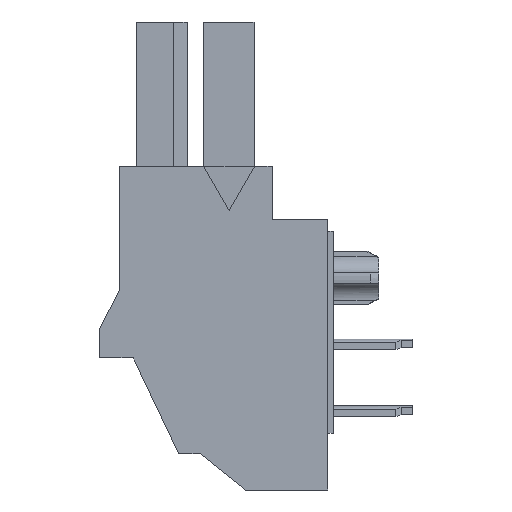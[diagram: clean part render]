
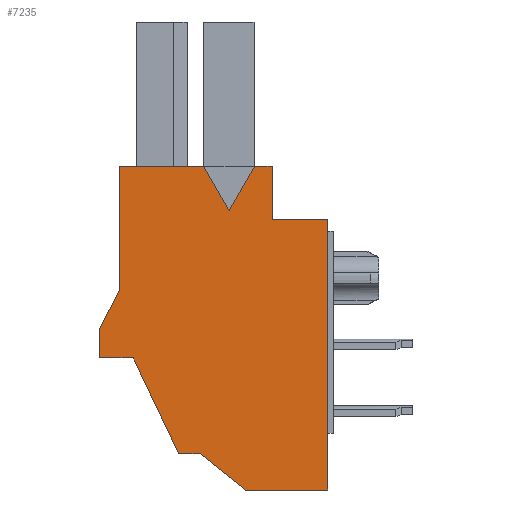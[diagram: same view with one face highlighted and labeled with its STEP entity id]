
A CAD part, left-side view. The second image highlights one B-rep face of the part: STEP entity #7235.
In plain terms, the highlighted planar face has unit normal (-1, 0, 0).
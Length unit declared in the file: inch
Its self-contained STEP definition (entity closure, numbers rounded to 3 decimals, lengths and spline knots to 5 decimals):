
#1=DIRECTION('',(0.,-0.5,-0.866));
#2=VECTOR('',#1,0.09);
#3=CARTESIAN_POINT('',(-0.309,0.018,0.));
#4=LINE('',#3,#2);
#5=DIRECTION('',(0.,-0.5,0.866));
#6=VECTOR('',#5,0.09);
#7=CARTESIAN_POINT('',(-0.309,-0.027,-0.07794));
#8=LINE('',#7,#6);
#9=DIRECTION('',(0.,-1.,0.));
#10=VECTOR('',#9,0.031);
#11=CARTESIAN_POINT('',(-0.309,-0.072,0.));
#12=LINE('',#11,#10);
#13=DIRECTION('',(0.,0.,-1.));
#14=VECTOR('',#13,0.094);
#15=CARTESIAN_POINT('',(-0.309,-0.103,0.));
#16=LINE('',#15,#14);
#17=DIRECTION('',(0.,-1.,0.));
#18=VECTOR('',#17,0.098);
#19=CARTESIAN_POINT('',(-0.309,-0.103,-0.094));
#20=LINE('',#19,#18);
#21=DIRECTION('',(0.,0.,-1.));
#22=VECTOR('',#21,0.477);
#23=CARTESIAN_POINT('',(-0.309,-0.201,-0.094));
#24=LINE('',#23,#22);
#25=DIRECTION('',(0.,1.,0.));
#26=VECTOR('',#25,0.145);
#27=CARTESIAN_POINT('',(-0.309,-0.201,-0.571));
#28=LINE('',#27,#26);
#29=DIRECTION('',(0.,0.781,0.625));
#30=VECTOR('',#29,0.10245);
#31=CARTESIAN_POINT('',(-0.309,-0.056,-0.571));
#32=LINE('',#31,#30);
#33=DIRECTION('',(0.,1.,0.));
#34=VECTOR('',#33,0.038);
#35=CARTESIAN_POINT('',(-0.309,0.024,-0.507));
#36=LINE('',#35,#34);
#37=DIRECTION('',(0.,0.428,0.904));
#38=VECTOR('',#37,0.18698);
#39=CARTESIAN_POINT('',(-0.309,0.062,-0.507));
#40=LINE('',#39,#38);
#41=DIRECTION('',(0.,1.,0.));
#42=VECTOR('',#41,0.06);
#43=CARTESIAN_POINT('',(-0.309,0.142,-0.338));
#44=LINE('',#43,#42);
#45=DIRECTION('',(0.,0.,1.));
#46=VECTOR('',#45,0.05);
#47=CARTESIAN_POINT('',(-0.309,0.202,-0.338));
#48=LINE('',#47,#46);
#49=DIRECTION('',(0.,-0.452,0.892));
#50=VECTOR('',#49,0.07737);
#51=CARTESIAN_POINT('',(-0.309,0.202,-0.288));
#52=LINE('',#51,#50);
#53=DIRECTION('',(0.,0.,1.));
#54=VECTOR('',#53,0.219);
#55=CARTESIAN_POINT('',(-0.309,0.167,-0.219));
#56=LINE('',#55,#54);
#57=DIRECTION('',(0.,-1.,0.));
#58=VECTOR('',#57,0.149);
#59=CARTESIAN_POINT('',(-0.309,0.167,0.));
#60=LINE('',#59,#58);
#5572=CARTESIAN_POINT('',(-0.309,-0.103,0.));
#5573=CARTESIAN_POINT('',(-0.309,-0.103,-0.094));
#5574=VERTEX_POINT('',#5572);
#5575=VERTEX_POINT('',#5573);
#5576=CARTESIAN_POINT('',(-0.309,-0.201,-0.094));
#5577=VERTEX_POINT('',#5576);
#5578=CARTESIAN_POINT('',(-0.309,-0.201,-0.571));
#5579=VERTEX_POINT('',#5578);
#5580=CARTESIAN_POINT('',(-0.309,-0.056,-0.571));
#5581=VERTEX_POINT('',#5580);
#5582=CARTESIAN_POINT('',(-0.309,0.024,-0.507));
#5583=VERTEX_POINT('',#5582);
#5584=CARTESIAN_POINT('',(-0.309,0.062,-0.507));
#5585=VERTEX_POINT('',#5584);
#5586=CARTESIAN_POINT('',(-0.309,0.142,-0.338));
#5587=VERTEX_POINT('',#5586);
#5588=CARTESIAN_POINT('',(-0.309,0.202,-0.338));
#5589=VERTEX_POINT('',#5588);
#5590=CARTESIAN_POINT('',(-0.309,0.202,-0.288));
#5591=VERTEX_POINT('',#5590);
#5592=CARTESIAN_POINT('',(-0.309,0.167,-0.219));
#5593=VERTEX_POINT('',#5592);
#5594=CARTESIAN_POINT('',(-0.309,0.167,0.));
#5595=VERTEX_POINT('',#5594);
#6046=CARTESIAN_POINT('',(-0.309,0.018,0.));
#6047=CARTESIAN_POINT('',(-0.309,-0.027,-0.07794));
#6048=VERTEX_POINT('',#6046);
#6049=VERTEX_POINT('',#6047);
#6050=CARTESIAN_POINT('',(-0.309,-0.072,0.));
#6051=VERTEX_POINT('',#6050);
#7198=CARTESIAN_POINT('',(-0.309,0.,0.));
#7199=DIRECTION('',(1.,0.,0.));
#7200=DIRECTION('',(0.,0.,-1.));
#7201=AXIS2_PLACEMENT_3D('',#7198,#7199,#7200);
#7202=PLANE('',#7201);
#7204=ORIENTED_EDGE('',*,*,#7203,.T.);
#7206=ORIENTED_EDGE('',*,*,#7205,.T.);
#7208=ORIENTED_EDGE('',*,*,#7207,.T.);
#7210=ORIENTED_EDGE('',*,*,#7209,.T.);
#7212=ORIENTED_EDGE('',*,*,#7211,.T.);
#7214=ORIENTED_EDGE('',*,*,#7213,.T.);
#7216=ORIENTED_EDGE('',*,*,#7215,.T.);
#7218=ORIENTED_EDGE('',*,*,#7217,.T.);
#7220=ORIENTED_EDGE('',*,*,#7219,.T.);
#7222=ORIENTED_EDGE('',*,*,#7221,.T.);
#7224=ORIENTED_EDGE('',*,*,#7223,.T.);
#7226=ORIENTED_EDGE('',*,*,#7225,.T.);
#7228=ORIENTED_EDGE('',*,*,#7227,.T.);
#7230=ORIENTED_EDGE('',*,*,#7229,.T.);
#7232=ORIENTED_EDGE('',*,*,#7231,.T.);
#7233=EDGE_LOOP('',(#7204,#7206,#7208,#7210,#7212,#7214,#7216,#7218,#7220,#7222,
#7224,#7226,#7228,#7230,#7232));
#7234=FACE_OUTER_BOUND('',#7233,.F.);
#7235=ADVANCED_FACE('',(#7234),#7202,.F.);
#7203=EDGE_CURVE('',#6048,#6049,#4,.T.);
#7205=EDGE_CURVE('',#6049,#6051,#8,.T.);
#7207=EDGE_CURVE('',#6051,#5574,#12,.T.);
#7209=EDGE_CURVE('',#5574,#5575,#16,.T.);
#7211=EDGE_CURVE('',#5575,#5577,#20,.T.);
#7213=EDGE_CURVE('',#5577,#5579,#24,.T.);
#7215=EDGE_CURVE('',#5579,#5581,#28,.T.);
#7217=EDGE_CURVE('',#5581,#5583,#32,.T.);
#7219=EDGE_CURVE('',#5583,#5585,#36,.T.);
#7221=EDGE_CURVE('',#5585,#5587,#40,.T.);
#7223=EDGE_CURVE('',#5587,#5589,#44,.T.);
#7225=EDGE_CURVE('',#5589,#5591,#48,.T.);
#7227=EDGE_CURVE('',#5591,#5593,#52,.T.);
#7229=EDGE_CURVE('',#5593,#5595,#56,.T.);
#7231=EDGE_CURVE('',#5595,#6048,#60,.T.);
